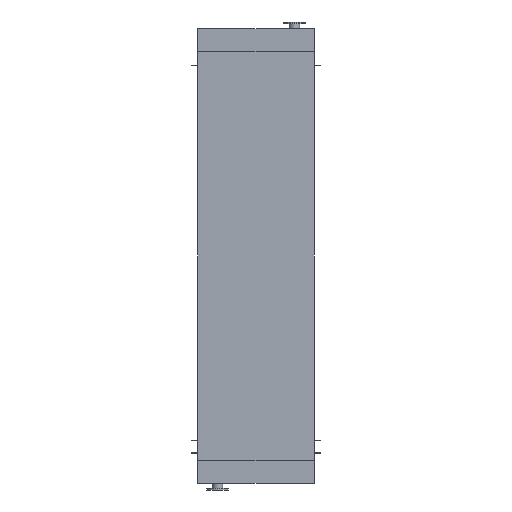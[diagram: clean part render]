
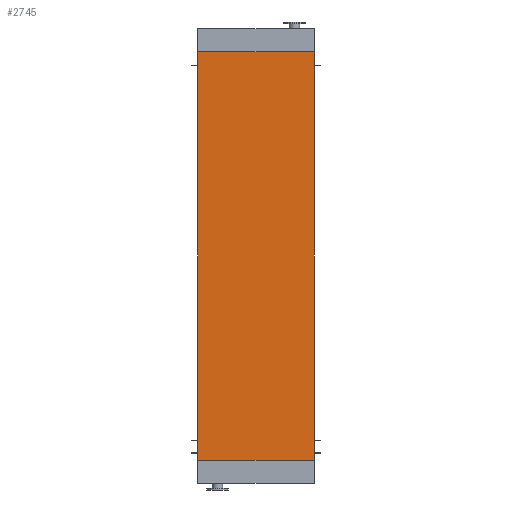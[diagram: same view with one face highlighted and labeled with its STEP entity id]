
A CAD part, front view. The second image highlights one B-rep face of the part: STEP entity #2745.
In plain terms, the highlighted planar face has unit normal (0, -1, 0).
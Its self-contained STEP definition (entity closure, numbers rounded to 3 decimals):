
#260 = ORIENTED_EDGE ( 'NONE', *, *, #8430, .F. ) ;
#1033 = CARTESIAN_POINT ( 'NONE',  ( 605., 0., 0. ) ) ;
#1131 = CARTESIAN_POINT ( 'NONE',  ( -605., 0., -4250. ) ) ;
#1534 = CARTESIAN_POINT ( 'NONE',  ( -605., 0., -4250. ) ) ;
#2020 = VERTEX_POINT ( 'NONE', #1131 ) ;
#2343 = LINE ( 'NONE', #11270, #4116 ) ;
#2745 = ADVANCED_FACE ( 'NONE', ( #14550 ), #9536, .T. ) ;
#3002 = ORIENTED_EDGE ( 'NONE', *, *, #16334, .F. ) ;
#3100 = DIRECTION ( 'NONE',  ( 0., 0., 1. ) ) ;
#3113 = DIRECTION ( 'NONE',  ( 0., 0., -1. ) ) ;
#3427 = CARTESIAN_POINT ( 'NONE',  ( -605., 0., -4250. ) ) ;
#3708 = DIRECTION ( 'NONE',  ( 1., 0., 0. ) ) ;
#4036 = LINE ( 'NONE', #1534, #9270 ) ;
#4116 = VECTOR ( 'NONE', #7441, 1000. ) ;
#4934 = EDGE_CURVE ( 'NONE', #11066, #5339, #2343, .T. ) ;
#4946 = ORIENTED_EDGE ( 'NONE', *, *, #4934, .T. ) ;
#4985 = VECTOR ( 'NONE', #3708, 1000. ) ;
#5088 = EDGE_LOOP ( 'NONE', ( #260, #3002, #16416, #4946 ) ) ;
#5339 = VERTEX_POINT ( 'NONE', #1033 ) ;
#6299 = LINE ( 'NONE', #7639, #4985 ) ;
#6601 = CARTESIAN_POINT ( 'NONE',  ( -605., 0., 0. ) ) ;
#7441 = DIRECTION ( 'NONE',  ( 0., 0., 1. ) ) ;
#7639 = CARTESIAN_POINT ( 'NONE',  ( -605., 0., 0. ) ) ;
#8355 = CARTESIAN_POINT ( 'NONE',  ( -605., 0., -4250. ) ) ;
#8430 = EDGE_CURVE ( 'NONE', #9865, #5339, #6299, .T. ) ;
#9270 = VECTOR ( 'NONE', #15469, 1000. ) ;
#9536 = PLANE ( 'NONE',  #12817 ) ;
#9677 = VECTOR ( 'NONE', #3100, 1000. ) ;
#9865 = VERTEX_POINT ( 'NONE', #6601 ) ;
#10932 = EDGE_CURVE ( 'NONE', #2020, #11066, #4036, .T. ) ;
#11066 = VERTEX_POINT ( 'NONE', #16339 ) ;
#11270 = CARTESIAN_POINT ( 'NONE',  ( 605., 0., -4250. ) ) ;
#12817 = AXIS2_PLACEMENT_3D ( 'NONE', #3427, #16039, #3113 ) ;
#13358 = LINE ( 'NONE', #8355, #9677 ) ;
#14550 = FACE_OUTER_BOUND ( 'NONE', #5088, .T. ) ;
#15469 = DIRECTION ( 'NONE',  ( 1., 0., 0. ) ) ;
#16039 = DIRECTION ( 'NONE',  ( 0., -1., 0. ) ) ;
#16334 = EDGE_CURVE ( 'NONE', #2020, #9865, #13358, .T. ) ;
#16339 = CARTESIAN_POINT ( 'NONE',  ( 605., 0., -4250. ) ) ;
#16416 = ORIENTED_EDGE ( 'NONE', *, *, #10932, .T. ) ;
